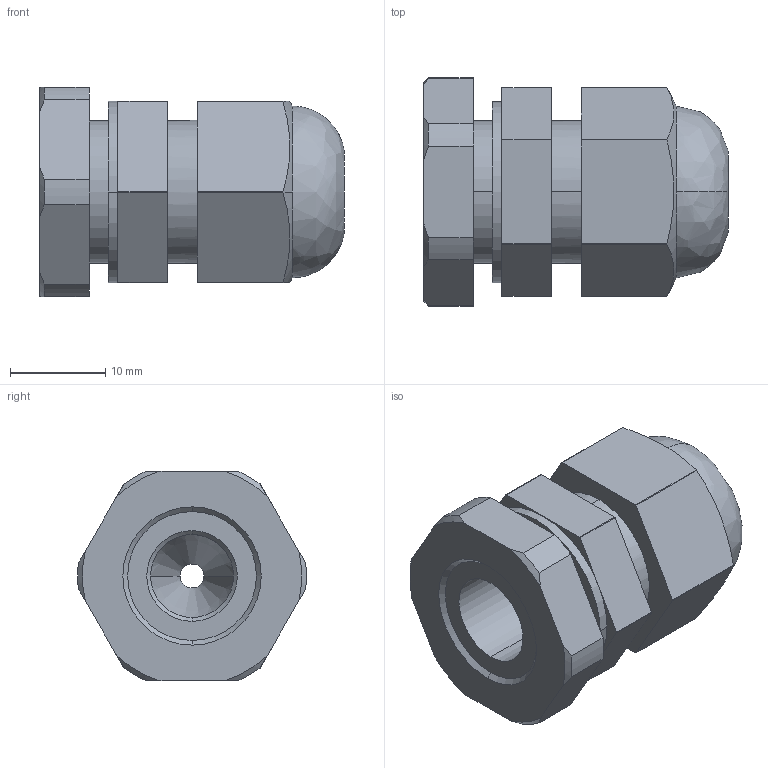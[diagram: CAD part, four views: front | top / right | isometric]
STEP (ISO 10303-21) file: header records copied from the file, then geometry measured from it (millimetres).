
FILE_DESCRIPTION (( 'STEP AP214' ), '1' );
FILE_NAME ('PG9.STEP', '2020-10-30T09:59:49', ( 'User' ), ( '' ), 'SwSTEP 2.0', 'SolidWorks 2017', '' );
FILE_SCHEMA (( 'AUTOMOTIVE_DESIGN' ));
Length unit declared in the file: millimetre
Products named in the file (1): PG9
Bounding box: 31.95 x 23.99 x 22 mm (x, y, z)
Volume: 7205.4 mm3; surface area: 6698.2 mm2
Topology: 5 solids, 5 shells, 145 faces, 362 edges, 228 vertices
Faces by surface type: plane 46, cone 41, cylinder 38, bspline 20
Entity records: 10041 total; most frequent: CARTESIAN_POINT 6694, ORIENTED_EDGE 724, DIRECTION 625, EDGE_CURVE 362, AXIS2_PLACEMENT_3D 250, VERTEX_POINT 228, EDGE_LOOP 156, FACE_OUTER_BOUND 145
